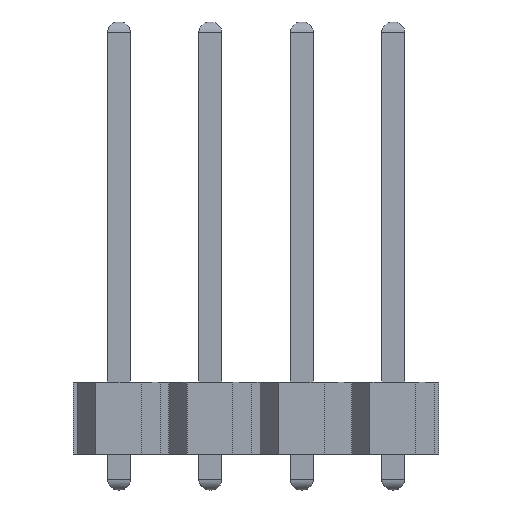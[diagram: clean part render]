
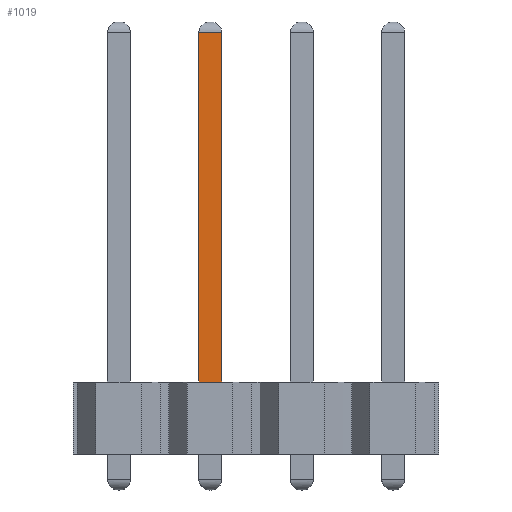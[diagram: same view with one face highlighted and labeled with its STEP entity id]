
A CAD part, front view. The second image highlights one B-rep face of the part: STEP entity #1019.
In plain terms, the highlighted planar face has unit normal (0, -1, 0).
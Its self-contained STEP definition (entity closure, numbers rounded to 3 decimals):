
#54 = VECTOR ( 'NONE', #1418, 1000. ) ;
#76 = DIRECTION ( 'NONE',  ( -1., 0., 0. ) ) ;
#108 = EDGE_CURVE ( 'NONE', #1726, #3040, #747, .T. ) ;
#265 = ORIENTED_EDGE ( 'NONE', *, *, #2967, .F. ) ;
#578 = CARTESIAN_POINT ( 'NONE',  ( 0.32, 0.95, 2. ) ) ;
#591 = ORIENTED_EDGE ( 'NONE', *, *, #108, .F. ) ;
#747 = LINE ( 'NONE', #2472, #54 ) ;
#887 = VECTOR ( 'NONE', #76, 1000. ) ;
#951 = VECTOR ( 'NONE', #1175, 1000. ) ;
#968 = ORIENTED_EDGE ( 'NONE', *, *, #2317, .F. ) ;
#1019 = ADVANCED_FACE ( 'NONE', ( #1128 ), #2835, .F. ) ;
#1024 = CARTESIAN_POINT ( 'NONE',  ( 2.86, 0.95, 2. ) ) ;
#1128 = FACE_OUTER_BOUND ( 'NONE', #1163, .T. ) ;
#1143 = LINE ( 'NONE', #1338, #951 ) ;
#1163 = EDGE_LOOP ( 'NONE', ( #1288, #968, #265, #591 ) ) ;
#1175 = DIRECTION ( 'NONE',  ( 0., 0., 1. ) ) ;
#1271 = CARTESIAN_POINT ( 'NONE',  ( 0., 0.95, 2. ) ) ;
#1288 = ORIENTED_EDGE ( 'NONE', *, *, #3136, .F. ) ;
#1320 = LINE ( 'NONE', #1271, #887 ) ;
#1338 = CARTESIAN_POINT ( 'NONE',  ( 2.22, 0.95, 2. ) ) ;
#1418 = DIRECTION ( 'NONE',  ( 1., 0., 0. ) ) ;
#1502 = CARTESIAN_POINT ( 'NONE',  ( 2.86, 0.95, 2. ) ) ;
#1561 = DIRECTION ( 'NONE',  ( 0., 0., 1. ) ) ;
#1586 = VERTEX_POINT ( 'NONE', #1502 ) ;
#1726 = VERTEX_POINT ( 'NONE', #3098 ) ;
#2007 = DIRECTION ( 'NONE',  ( 0., 0., -1. ) ) ;
#2066 = CARTESIAN_POINT ( 'NONE',  ( 2.22, 0.95, 2. ) ) ;
#2084 = DIRECTION ( 'NONE',  ( 0., 1., 0. ) ) ;
#2317 = EDGE_CURVE ( 'NONE', #1586, #3105, #1320, .T. ) ;
#2388 = VECTOR ( 'NONE', #2007, 1000. ) ;
#2472 = CARTESIAN_POINT ( 'NONE',  ( 0.32, 0.95, 11.7 ) ) ;
#2777 = CARTESIAN_POINT ( 'NONE',  ( 2.86, 0.95, 11.7 ) ) ;
#2835 = PLANE ( 'NONE',  #2895 ) ;
#2895 = AXIS2_PLACEMENT_3D ( 'NONE', #578, #2084, #1561 ) ;
#2912 = LINE ( 'NONE', #1024, #2388 ) ;
#2967 = EDGE_CURVE ( 'NONE', #3040, #1586, #2912, .T. ) ;
#3040 = VERTEX_POINT ( 'NONE', #2777 ) ;
#3098 = CARTESIAN_POINT ( 'NONE',  ( 2.22, 0.95, 11.7 ) ) ;
#3105 = VERTEX_POINT ( 'NONE', #2066 ) ;
#3136 = EDGE_CURVE ( 'NONE', #3105, #1726, #1143, .T. ) ;
